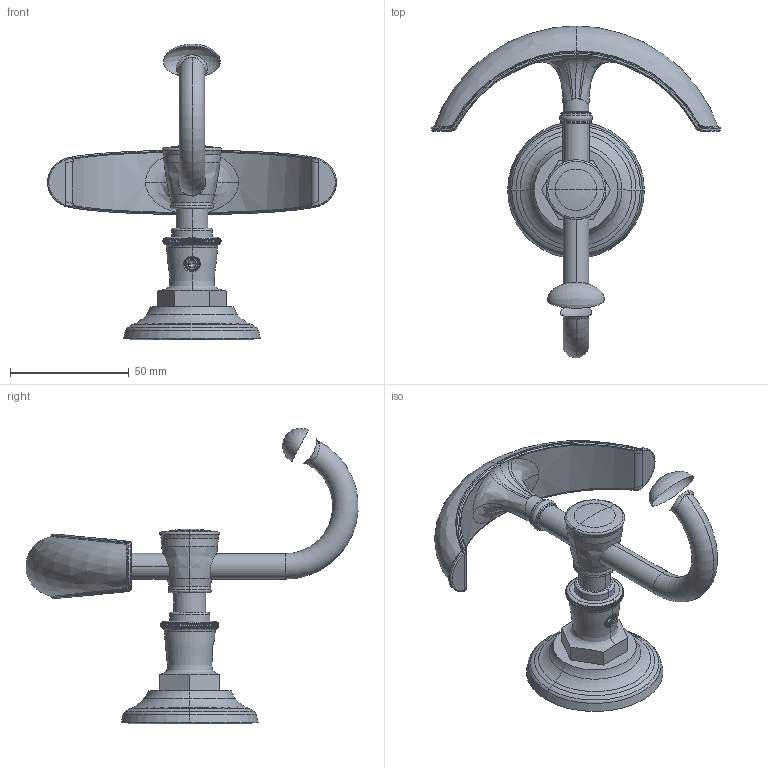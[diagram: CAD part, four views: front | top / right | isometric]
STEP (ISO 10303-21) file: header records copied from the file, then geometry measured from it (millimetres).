
FILE_DESCRIPTION((''),'2;1');
FILE_NAME('4811_','2014-06-06T',('ravindrashirol'),(''),'PRO/ENGINEER BY PARAMETRIC TECHNOLOGY CORPORATION, 2012230','PRO/ENGINEER BY PARAMETRIC TECHNOLOGY CORPORATION, 2012230','');
FILE_SCHEMA(('CONFIG_CONTROL_DESIGN'));
Length unit declared in the file: inch
Products named in the file (1): 4811_
Bounding box: 121.87 x 140.08 x 124.7 mm (x, y, z)
Surface area: 33496.3 mm2 (no closed solid volume)
Topology: 0 solids, 24 shells, 454 faces, 1252 edges, 905 vertices
Faces by surface type: plane 220, bspline 113, cylinder 51, torus 42, cone 19, revolution 5, extrusion 4
Entity records: 25823 total; most frequent: CARTESIAN_POINT 15536, ORIENTED_EDGE 2091, DIRECTION 1682, EDGE_CURVE 1248, VERTEX_POINT 905, AXIS2_PLACEMENT_3D 603, EDGE_LOOP 569, B_SPLINE_CURVE_WITH_KNOTS 517
